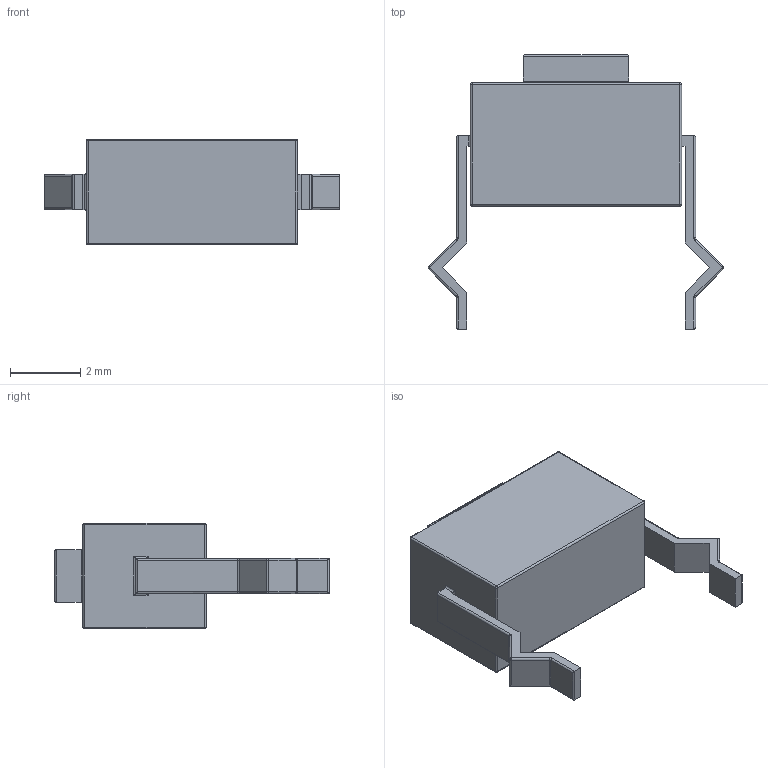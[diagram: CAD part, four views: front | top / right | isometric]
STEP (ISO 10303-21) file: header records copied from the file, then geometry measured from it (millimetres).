
FILE_DESCRIPTION (( 'STEP AP214' ), '1' );
FILE_NAME ('3x6x4.3mm Button.STEP', '2020-02-27T17:09:12', ( '' ), ( '' ), 'SwSTEP 2.0', 'SolidWorks 2018', '' );
FILE_SCHEMA (( 'AUTOMOTIVE_DESIGN' ));
Length unit declared in the file: millimetre
Products named in the file (1): 3x6x4.3mm Button
Bounding box: 8.41 x 7.8 x 3 mm (x, y, z)
Volume: 70.3 mm3; surface area: 136.4 mm2
Topology: 1 solids, 1 shells, 111 faces, 250 edges, 136 vertices
Faces by surface type: cylinder 52, plane 37, sphere 14, torus 8
Entity records: 2975 total; most frequent: CARTESIAN_POINT 553, DIRECTION 518, ORIENTED_EDGE 484, EDGE_CURVE 242, AXIS2_PLACEMENT_3D 185, VECTOR 148, LINE 148, VERTEX_POINT 136
